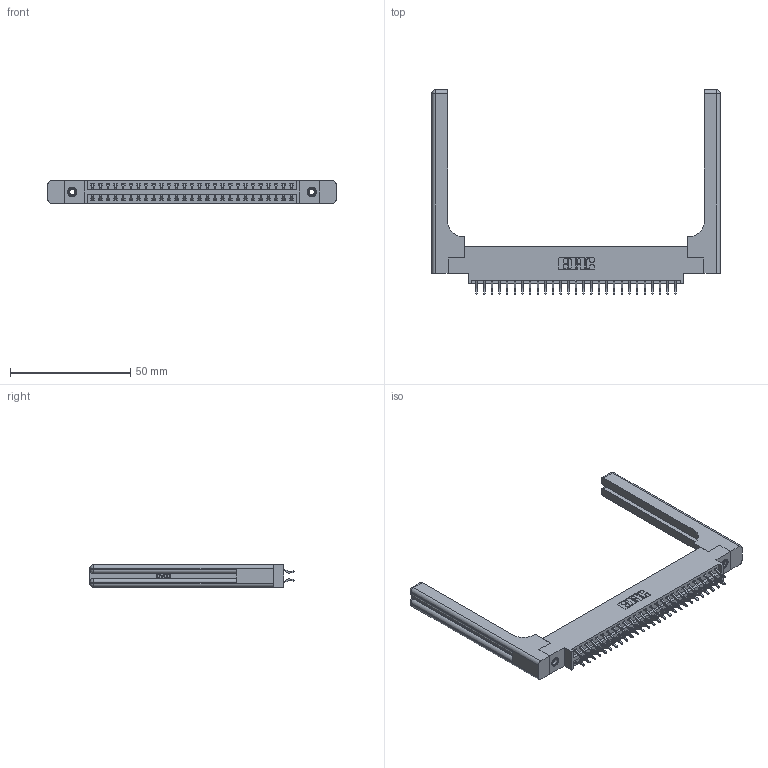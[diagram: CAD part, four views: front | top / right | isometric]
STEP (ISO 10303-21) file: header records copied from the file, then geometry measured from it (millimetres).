
FILE_DESCRIPTION (( 'STEP AP203' ), '1' );
FILE_NAME ('346-054-556-858.STEP', '2022-05-21T04:08:16', ( '' ), ( '' ), 'SwSTEP 2.0', 'SolidWorks 2020', '' );
FILE_SCHEMA (( 'CONFIG_CONTROL_DESIGN' ));
Length unit declared in the file: inch
Products named in the file (5): 346 Part_0.170 Offset - 0.156 Dia-TH; 345-292-001_556 Tail; 346-054-556-858; 346-220-058_345-220-058; 345-250-001_345-250-001-102
Assembly tree (59 placements, depth 2):
  346-054-556-858
    346 Part_0.170 Offset - 0.156 Dia-TH
    345-292-001_556 Tail  x54
    345-250-001_345-250-001-102  x2
    346-220-058_345-220-058  x2
Bounding box: 119.79 x 84.84 x 9.4 mm (x, y, z)
Volume: 18883.6 mm3; surface area: 20556.4 mm2
Topology: 59 solids, 59 shells, 3528 faces, 10385 edges, 6830 vertices
Faces by surface type: plane 2348, cylinder 1120, bspline 36, cone 12, sphere 8, torus 4
Entity records: 25590 total; most frequent: CARTESIAN_POINT 5267, ORIENTED_EDGE 3984, DIRECTION 3612, EDGE_CURVE 1992, VECTOR 1652, LINE 1652, VERTEX_POINT 1318, AXIS2_PLACEMENT_3D 980
